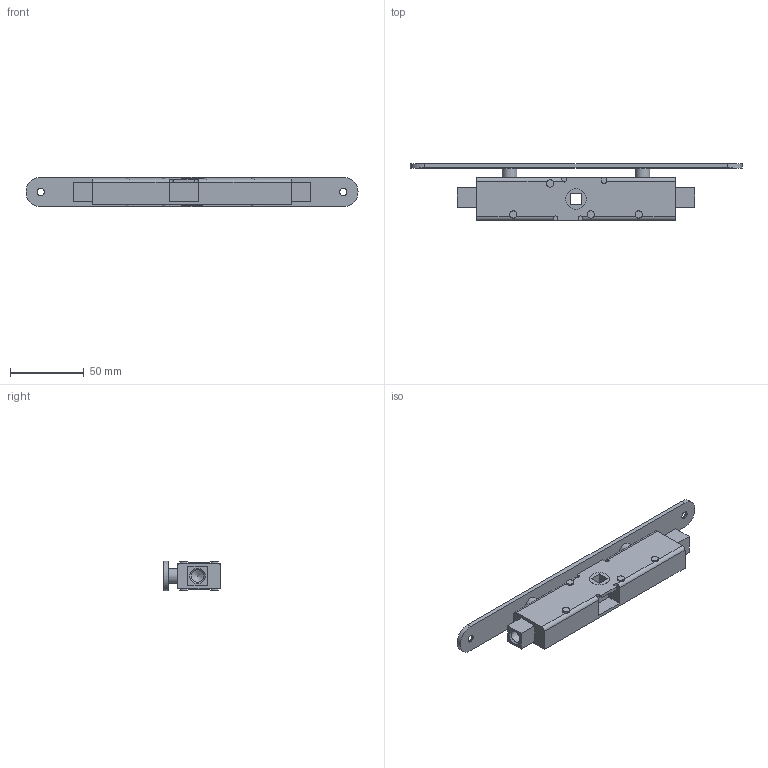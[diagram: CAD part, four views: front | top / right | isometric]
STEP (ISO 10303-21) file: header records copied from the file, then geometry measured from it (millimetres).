
FILE_DESCRIPTION(/* description */ ('OLDA 511 HZM-20 – double action manual flush bolt'),/* implementation_level */ '2;1');
FILE_NAME(/* name */ '11-511-0004.stp',/* time_stamp */ '2024-05-02T10:32:33+02:00',/* author */ ('boran'),/* organization */ (''),/* preprocessor_version */ 'ST-DEVELOPER v19.2',/* originating_system */ 'Autodesk Inventor 2024',/* authorisation */ '');
FILE_SCHEMA (('AUTOMOTIVE_DESIGN { 1 0 10303 214 3 1 1 }'));
Length unit declared in the file: inch
Products named in the file (1): 11-511-0004
Bounding box: 225 x 38.5 x 20 mm (x, y, z)
Volume: 75523.3 mm3; surface area: 29613.4 mm2
Topology: 1 solids, 3 shells, 358 faces, 1059 edges, 728 vertices
Faces by surface type: plane 125, cylinder 125, bspline 56, cone 52
Full cylindrical faces by diameter (mm): 3.961 x32, 4.134 x14, 5 x27, 6 x4, 8.376 x2, 10 x2, 14 x2
Entity records: 19119 total; most frequent: CARTESIAN_POINT 9923, ORIENTED_EDGE 2086, DIRECTION 1423, EDGE_CURVE 1043, VERTEX_POINT 728, LINE 539, VECTOR 539, AXIS2_PLACEMENT_3D 442
